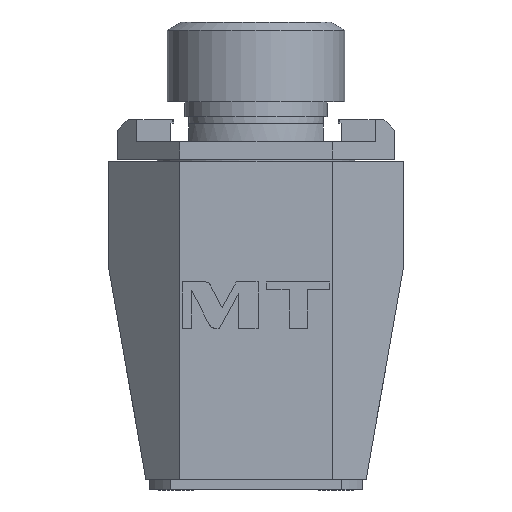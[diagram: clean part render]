
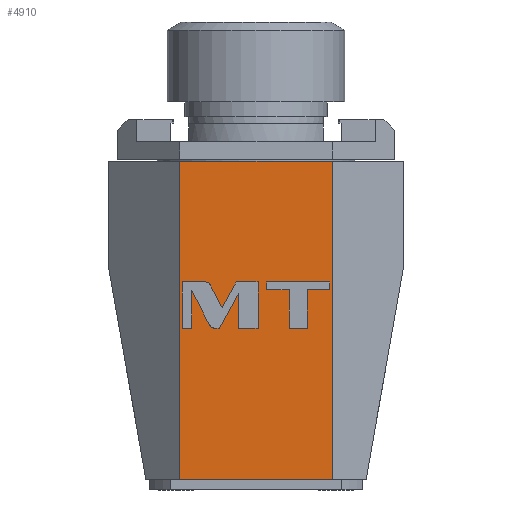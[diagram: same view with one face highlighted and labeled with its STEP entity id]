
A CAD part, left-side view. The second image highlights one B-rep face of the part: STEP entity #4910.
In plain terms, the highlighted planar face has unit normal (-1, 0, 0).
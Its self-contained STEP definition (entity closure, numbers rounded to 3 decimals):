
#111=DIRECTION('',(0.,-1.,0.));
#112=VECTOR('',#111,43.);
#113=CARTESIAN_POINT('',(-87.,21.5,-49.));
#114=LINE('',#113,#112);
#1285=DIRECTION('',(0.,0.,-1.));
#1286=VECTOR('',#1285,89.5);
#1287=CARTESIAN_POINT('',(-87.,-21.5,40.5));
#1288=LINE('',#1287,#1286);
#1289=DIRECTION('',(0.,0.,1.));
#1290=VECTOR('',#1289,89.5);
#1291=CARTESIAN_POINT('',(-87.,21.5,-49.));
#1292=LINE('',#1291,#1290);
#1293=DIRECTION('',(0.,-1.,0.));
#1294=VECTOR('',#1293,43.);
#1295=CARTESIAN_POINT('',(-87.,21.5,40.5));
#1296=LINE('',#1295,#1294);
#1297=CARTESIAN_POINT('',(-87.,12.852,5.654));
#1298=CARTESIAN_POINT('',(-87.,13.122,6.176));
#1299=CARTESIAN_POINT('',(-87.,13.655,6.5));
#1300=CARTESIAN_POINT('',(-87.,14.242,6.5));
#1302=DIRECTION('',(0.,1.,0.));
#1303=VECTOR('',#1302,6.535);
#1304=CARTESIAN_POINT('',(-87.,14.242,6.5));
#1305=LINE('',#1304,#1303);
#1306=DIRECTION('',(0.,0.,-1.));
#1307=VECTOR('',#1306,13.);
#1308=CARTESIAN_POINT('',(-87.,20.777,6.5));
#1309=LINE('',#1308,#1307);
#1310=DIRECTION('',(0.,-1.,0.));
#1311=VECTOR('',#1310,2.704);
#1312=CARTESIAN_POINT('',(-87.,20.777,-6.5));
#1313=LINE('',#1312,#1311);
#1314=DIRECTION('',(0.,0.,1.));
#1315=VECTOR('',#1314,10.531);
#1316=CARTESIAN_POINT('',(-87.,18.073,-6.5));
#1317=LINE('',#1316,#1315);
#1318=DIRECTION('',(0.,-0.459,-0.888));
#1319=VECTOR('',#1318,10.903);
#1320=CARTESIAN_POINT('',(-87.,18.073,4.031));
#1321=LINE('',#1320,#1319);
#1322=CARTESIAN_POINT('',(-87.,13.065,-5.654));
#1323=CARTESIAN_POINT('',(-87.,12.795,-6.177));
#1324=CARTESIAN_POINT('',(-87.,12.261,-6.5));
#1325=CARTESIAN_POINT('',(-87.,11.673,-6.5));
#1327=DIRECTION('',(0.,-1.,0.));
#1328=VECTOR('',#1327,1.356);
#1329=CARTESIAN_POINT('',(-87.,11.673,-6.5));
#1330=LINE('',#1329,#1328);
#1331=DIRECTION('',(0.,-0.481,0.877));
#1332=VECTOR('',#1331,11.28);
#1333=CARTESIAN_POINT('',(-87.,10.317,-6.5));
#1334=LINE('',#1333,#1332);
#1335=DIRECTION('',(0.,0.,-1.));
#1336=VECTOR('',#1335,9.888);
#1337=CARTESIAN_POINT('',(-87.,4.889,3.388));
#1338=LINE('',#1337,#1336);
#1339=DIRECTION('',(0.,-1.,0.));
#1340=VECTOR('',#1339,5.47);
#1341=CARTESIAN_POINT('',(-87.,4.889,-6.5));
#1342=LINE('',#1341,#1340);
#1343=DIRECTION('',(0.,0.,1.));
#1344=VECTOR('',#1343,13.);
#1345=CARTESIAN_POINT('',(-87.,-0.581,-6.5));
#1346=LINE('',#1345,#1344);
#1347=DIRECTION('',(0.,1.,0.));
#1348=VECTOR('',#1347,6.167);
#1349=CARTESIAN_POINT('',(-87.,-0.581,6.5));
#1350=LINE('',#1349,#1348);
#1351=DIRECTION('',(0.,0.481,-0.877));
#1352=VECTOR('',#1351,8.244);
#1353=CARTESIAN_POINT('',(-87.,5.586,6.5));
#1354=LINE('',#1353,#1352);
#1355=DIRECTION('',(0.,0.459,0.888));
#1356=VECTOR('',#1355,7.183);
#1357=CARTESIAN_POINT('',(-87.,9.553,-0.727));
#1358=LINE('',#1357,#1356);
#1359=DIRECTION('',(0.,0.,-1.));
#1360=VECTOR('',#1359,10.786);
#1361=CARTESIAN_POINT('',(-87.,-9.323,4.286));
#1362=LINE('',#1361,#1360);
#1363=DIRECTION('',(0.,-1.,0.));
#1364=VECTOR('',#1363,5.15);
#1365=CARTESIAN_POINT('',(-87.,-9.323,-6.5));
#1366=LINE('',#1365,#1364);
#1367=DIRECTION('',(0.,0.,1.));
#1368=VECTOR('',#1367,10.786);
#1369=CARTESIAN_POINT('',(-87.,-14.473,-6.5));
#1370=LINE('',#1369,#1368);
#1371=DIRECTION('',(0.,-1.,0.));
#1372=VECTOR('',#1371,6.302);
#1373=CARTESIAN_POINT('',(-87.,-14.473,4.286));
#1374=LINE('',#1373,#1372);
#1375=DIRECTION('',(0.,0.,1.));
#1376=VECTOR('',#1375,2.214);
#1377=CARTESIAN_POINT('',(-87.,-20.775,4.286));
#1378=LINE('',#1377,#1376);
#1379=DIRECTION('',(0.,1.,0.));
#1380=VECTOR('',#1379,17.754);
#1381=CARTESIAN_POINT('',(-87.,-20.775,6.5));
#1382=LINE('',#1381,#1380);
#1383=DIRECTION('',(0.,0.,-1.));
#1384=VECTOR('',#1383,2.214);
#1385=CARTESIAN_POINT('',(-87.,-3.021,6.5));
#1386=LINE('',#1385,#1384);
#1387=DIRECTION('',(0.,-1.,0.));
#1388=VECTOR('',#1387,6.302);
#1389=CARTESIAN_POINT('',(-87.,-3.021,4.286));
#1390=LINE('',#1389,#1388);
#2569=CARTESIAN_POINT('',(-87.,-21.5,40.5));
#2570=CARTESIAN_POINT('',(-87.,-21.5,-49.));
#2571=VERTEX_POINT('',#2569);
#2572=VERTEX_POINT('',#2570);
#2576=CARTESIAN_POINT('',(-87.,21.5,40.5));
#2578=VERTEX_POINT('',#2576);
#2579=CARTESIAN_POINT('',(-87.,21.5,-49.));
#2580=VERTEX_POINT('',#2579);
#3230=VERTEX_POINT('',#1297);
#3231=VERTEX_POINT('',#1300);
#3232=CARTESIAN_POINT('',(-87.,20.777,6.5));
#3233=VERTEX_POINT('',#3232);
#3234=CARTESIAN_POINT('',(-87.,20.777,-6.5));
#3235=VERTEX_POINT('',#3234);
#3236=CARTESIAN_POINT('',(-87.,18.073,-6.5));
#3237=VERTEX_POINT('',#3236);
#3238=CARTESIAN_POINT('',(-87.,18.073,4.031));
#3239=VERTEX_POINT('',#3238);
#3240=CARTESIAN_POINT('',(-87.,13.065,-5.654));
#3241=VERTEX_POINT('',#3240);
#3242=VERTEX_POINT('',#1325);
#3243=CARTESIAN_POINT('',(-87.,10.317,-6.5));
#3244=VERTEX_POINT('',#3243);
#3245=CARTESIAN_POINT('',(-87.,4.889,3.388));
#3246=VERTEX_POINT('',#3245);
#3247=CARTESIAN_POINT('',(-87.,4.889,-6.5));
#3248=VERTEX_POINT('',#3247);
#3249=CARTESIAN_POINT('',(-87.,-0.581,-6.5));
#3250=VERTEX_POINT('',#3249);
#3251=CARTESIAN_POINT('',(-87.,-0.581,6.5));
#3252=VERTEX_POINT('',#3251);
#3253=CARTESIAN_POINT('',(-87.,5.586,6.5));
#3254=VERTEX_POINT('',#3253);
#3255=CARTESIAN_POINT('',(-87.,9.553,-0.727));
#3256=VERTEX_POINT('',#3255);
#3257=CARTESIAN_POINT('',(-87.,-9.323,4.286));
#3258=CARTESIAN_POINT('',(-87.,-9.323,-6.5));
#3259=VERTEX_POINT('',#3257);
#3260=VERTEX_POINT('',#3258);
#3261=CARTESIAN_POINT('',(-87.,-14.473,-6.5));
#3262=VERTEX_POINT('',#3261);
#3263=CARTESIAN_POINT('',(-87.,-14.473,4.286));
#3264=VERTEX_POINT('',#3263);
#3265=CARTESIAN_POINT('',(-87.,-20.775,4.286));
#3266=VERTEX_POINT('',#3265);
#3267=CARTESIAN_POINT('',(-87.,-20.775,6.5));
#3268=VERTEX_POINT('',#3267);
#3269=CARTESIAN_POINT('',(-87.,-3.021,6.5));
#3270=VERTEX_POINT('',#3269);
#3271=CARTESIAN_POINT('',(-87.,-3.021,4.286));
#3272=VERTEX_POINT('',#3271);
#4849=CARTESIAN_POINT('',(-87.,41.5,40.5));
#4850=DIRECTION('',(-1.,0.,0.));
#4851=DIRECTION('',(0.,0.,-1.));
#4852=AXIS2_PLACEMENT_3D('',#4849,#4850,#4851);
#4853=PLANE('',#4852);
#4854=ORIENTED_EDGE('',*,*,#3394,.T.);
#4855=ORIENTED_EDGE('',*,*,#3430,.F.);
#4856=ORIENTED_EDGE('',*,*,#4843,.T.);
#4857=ORIENTED_EDGE('',*,*,#3368,.T.);
#4858=EDGE_LOOP('',(#4854,#4855,#4856,#4857));
#4859=FACE_OUTER_BOUND('',#4858,.F.);
#4861=ORIENTED_EDGE('',*,*,#4860,.T.);
#4863=ORIENTED_EDGE('',*,*,#4862,.T.);
#4865=ORIENTED_EDGE('',*,*,#4864,.T.);
#4867=ORIENTED_EDGE('',*,*,#4866,.T.);
#4869=ORIENTED_EDGE('',*,*,#4868,.T.);
#4871=ORIENTED_EDGE('',*,*,#4870,.T.);
#4873=ORIENTED_EDGE('',*,*,#4872,.T.);
#4875=ORIENTED_EDGE('',*,*,#4874,.T.);
#4877=ORIENTED_EDGE('',*,*,#4876,.T.);
#4879=ORIENTED_EDGE('',*,*,#4878,.T.);
#4881=ORIENTED_EDGE('',*,*,#4880,.T.);
#4883=ORIENTED_EDGE('',*,*,#4882,.T.);
#4885=ORIENTED_EDGE('',*,*,#4884,.T.);
#4887=ORIENTED_EDGE('',*,*,#4886,.T.);
#4889=ORIENTED_EDGE('',*,*,#4888,.T.);
#4890=EDGE_LOOP('',(#4861,#4863,#4865,#4867,#4869,#4871,#4873,#4875,#4877,#4879,
#4881,#4883,#4885,#4887,#4889));
#4891=FACE_BOUND('',#4890,.F.);
#4893=ORIENTED_EDGE('',*,*,#4892,.T.);
#4895=ORIENTED_EDGE('',*,*,#4894,.T.);
#4897=ORIENTED_EDGE('',*,*,#4896,.T.);
#4899=ORIENTED_EDGE('',*,*,#4898,.T.);
#4901=ORIENTED_EDGE('',*,*,#4900,.T.);
#4903=ORIENTED_EDGE('',*,*,#4902,.T.);
#4905=ORIENTED_EDGE('',*,*,#4904,.T.);
#4907=ORIENTED_EDGE('',*,*,#4906,.T.);
#4908=EDGE_LOOP('',(#4893,#4895,#4897,#4899,#4901,#4903,#4905,#4907));
#4909=FACE_BOUND('',#4908,.F.);
#4910=ADVANCED_FACE('',(#4859,#4891,#4909),#4853,.T.);
#1301=B_SPLINE_CURVE_WITH_KNOTS('',3,(#1297,#1298,#1299,#1300),.UNSPECIFIED.,
.F.,.F.,(4,4),(0.,1.),.UNSPECIFIED.);
#1326=B_SPLINE_CURVE_WITH_KNOTS('',3,(#1322,#1323,#1324,#1325),.UNSPECIFIED.,
.F.,.F.,(4,4),(0.,1.),.UNSPECIFIED.);
#3368=EDGE_CURVE('',#2578,#2571,#1296,.T.);
#3394=EDGE_CURVE('',#2571,#2572,#1288,.T.);
#3430=EDGE_CURVE('',#2580,#2572,#114,.T.);
#4843=EDGE_CURVE('',#2580,#2578,#1292,.T.);
#4860=EDGE_CURVE('',#3230,#3231,#1301,.T.);
#4862=EDGE_CURVE('',#3231,#3233,#1305,.T.);
#4864=EDGE_CURVE('',#3233,#3235,#1309,.T.);
#4866=EDGE_CURVE('',#3235,#3237,#1313,.T.);
#4868=EDGE_CURVE('',#3237,#3239,#1317,.T.);
#4870=EDGE_CURVE('',#3239,#3241,#1321,.T.);
#4872=EDGE_CURVE('',#3241,#3242,#1326,.T.);
#4874=EDGE_CURVE('',#3242,#3244,#1330,.T.);
#4876=EDGE_CURVE('',#3244,#3246,#1334,.T.);
#4878=EDGE_CURVE('',#3246,#3248,#1338,.T.);
#4880=EDGE_CURVE('',#3248,#3250,#1342,.T.);
#4882=EDGE_CURVE('',#3250,#3252,#1346,.T.);
#4884=EDGE_CURVE('',#3252,#3254,#1350,.T.);
#4886=EDGE_CURVE('',#3254,#3256,#1354,.T.);
#4888=EDGE_CURVE('',#3256,#3230,#1358,.T.);
#4892=EDGE_CURVE('',#3259,#3260,#1362,.T.);
#4894=EDGE_CURVE('',#3260,#3262,#1366,.T.);
#4896=EDGE_CURVE('',#3262,#3264,#1370,.T.);
#4898=EDGE_CURVE('',#3264,#3266,#1374,.T.);
#4900=EDGE_CURVE('',#3266,#3268,#1378,.T.);
#4902=EDGE_CURVE('',#3268,#3270,#1382,.T.);
#4904=EDGE_CURVE('',#3270,#3272,#1386,.T.);
#4906=EDGE_CURVE('',#3272,#3259,#1390,.T.);
